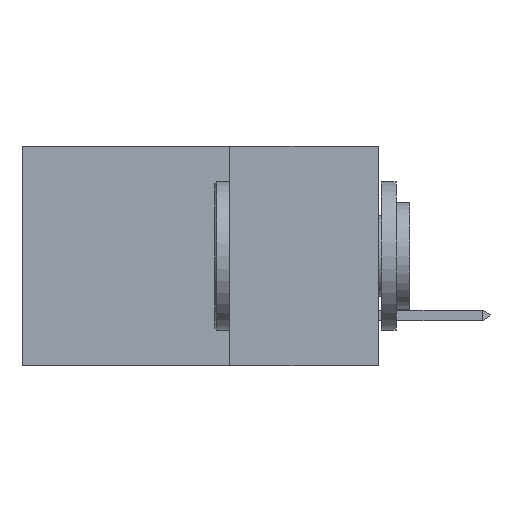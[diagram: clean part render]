
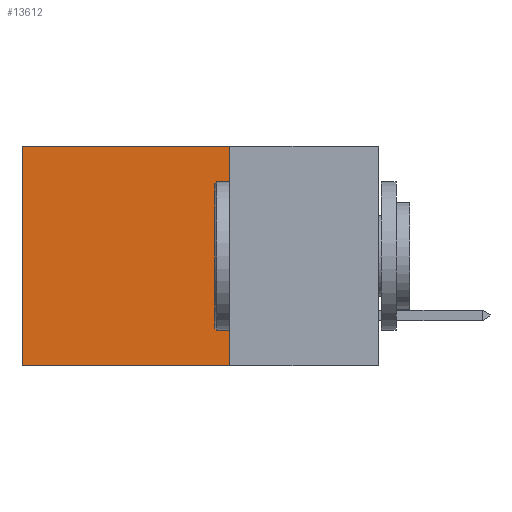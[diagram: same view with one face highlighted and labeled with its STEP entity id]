
A CAD part, left-side view. The second image highlights one B-rep face of the part: STEP entity #13612.
In plain terms, the highlighted planar face has unit normal (-1, 0, 0).
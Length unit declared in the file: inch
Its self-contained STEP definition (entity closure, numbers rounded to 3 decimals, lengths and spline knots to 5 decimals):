
#15 = VECTOR ( 'NONE', #15752, 39.37008 ) ;
#595 = ORIENTED_EDGE ( 'NONE', *, *, #1680, .T. ) ;
#616 = EDGE_LOOP ( 'NONE', ( #595, #11676, #15787, #9154 ) ) ;
#1151 = FACE_OUTER_BOUND ( 'NONE', #616, .T. ) ;
#1157 = AXIS2_PLACEMENT_3D ( 'NONE', #14689, #8416, #7276 ) ;
#1427 = LINE ( 'NONE', #7793, #3492 ) ;
#1680 = EDGE_CURVE ( 'NONE', #12133, #15292, #11774, .T. ) ;
#2233 = DIRECTION ( 'NONE',  ( 0., 1., 0. ) ) ;
#3492 = VECTOR ( 'NONE', #15151, 39.37008 ) ;
#4365 = VERTEX_POINT ( 'NONE', #15777 ) ;
#4419 = DIRECTION ( 'NONE',  ( 0., 0., -1. ) ) ;
#4506 = EDGE_CURVE ( 'NONE', #4365, #15292, #13549, .T. ) ;
#6113 = CARTESIAN_POINT ( 'NONE',  ( 0.2615, 0.25, -0.37 ) ) ;
#6396 = CARTESIAN_POINT ( 'NONE',  ( 0.2615, 0.25, 0. ) ) ;
#6997 = CARTESIAN_POINT ( 'NONE',  ( 0.2615, 0.25, -0.37 ) ) ;
#7225 = CARTESIAN_POINT ( 'NONE',  ( 0.2615, 0.6, -0.37 ) ) ;
#7243 = CARTESIAN_POINT ( 'NONE',  ( 0.2615, 0.6, 0. ) ) ;
#7276 = DIRECTION ( 'NONE',  ( 0., 0., -1. ) ) ;
#7649 = VECTOR ( 'NONE', #2233, 39.37008 ) ;
#7793 = CARTESIAN_POINT ( 'NONE',  ( 0.2615, 0.25, 0. ) ) ;
#7829 = EDGE_CURVE ( 'NONE', #9814, #4365, #8226, .T. ) ;
#8226 = LINE ( 'NONE', #6997, #15 ) ;
#8416 = DIRECTION ( 'NONE',  ( 1., 0., 0. ) ) ;
#8467 = EDGE_CURVE ( 'NONE', #9814, #12133, #1427, .T. ) ;
#9154 = ORIENTED_EDGE ( 'NONE', *, *, #8467, .T. ) ;
#9814 = VERTEX_POINT ( 'NONE', #6396 ) ;
#11676 = ORIENTED_EDGE ( 'NONE', *, *, #4506, .F. ) ;
#11774 = LINE ( 'NONE', #14340, #14209 ) ;
#12133 = VERTEX_POINT ( 'NONE', #7243 ) ;
#13549 = LINE ( 'NONE', #6113, #7649 ) ;
#13612 = ADVANCED_FACE ( 'NONE', ( #1151 ), #16281, .F. ) ;
#14209 = VECTOR ( 'NONE', #4419, 39.37008 ) ;
#14340 = CARTESIAN_POINT ( 'NONE',  ( 0.2615, 0.6, -0.37 ) ) ;
#14689 = CARTESIAN_POINT ( 'NONE',  ( 0.2615, 0.25, -0.37 ) ) ;
#15151 = DIRECTION ( 'NONE',  ( 0., 1., 0. ) ) ;
#15292 = VERTEX_POINT ( 'NONE', #7225 ) ;
#15752 = DIRECTION ( 'NONE',  ( 0., 0., -1. ) ) ;
#15777 = CARTESIAN_POINT ( 'NONE',  ( 0.2615, 0.25, -0.37 ) ) ;
#15787 = ORIENTED_EDGE ( 'NONE', *, *, #7829, .F. ) ;
#16281 = PLANE ( 'NONE',  #1157 ) ;
